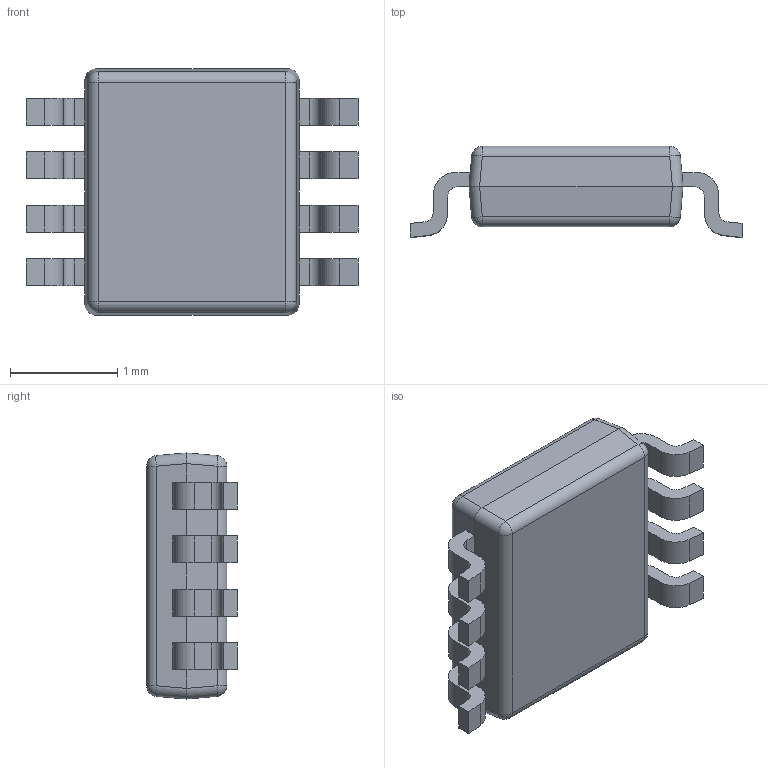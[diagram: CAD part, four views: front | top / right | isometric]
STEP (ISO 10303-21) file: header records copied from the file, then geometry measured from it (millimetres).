
FILE_DESCRIPTION (( 'STEP AP214' ), '1' );
FILE_NAME ('SW3dPS-VSSOP8.STEP', '2009-10-02T07:20:26', ( 'SysAdmin' ), ( 'SolidWorks' ), 'SwSTEP 2.0', 'SolidWorks 2009', '' );
FILE_SCHEMA (( 'AUTOMOTIVE_DESIGN' ));
Length unit declared in the file: millimetre
Products named in the file (1): SW3dPS-VSSOP8
Bounding box: 3.1 x 0.85 x 2.3 mm (x, y, z)
Volume: 3.5 mm3; surface area: 19.8 mm2
Topology: 1 solids, 1 shells, 138 faces, 368 edges, 224 vertices
Faces by surface type: plane 82, cylinder 48, sphere 8
Entity records: 5720 total; most frequent: CARTESIAN_POINT 735, DIRECTION 722, ORIENTED_EDGE 720, EDGE_CURVE 360, VECTOR 268, LINE 268, AXIS2_PLACEMENT_3D 227, VERTEX_POINT 224
